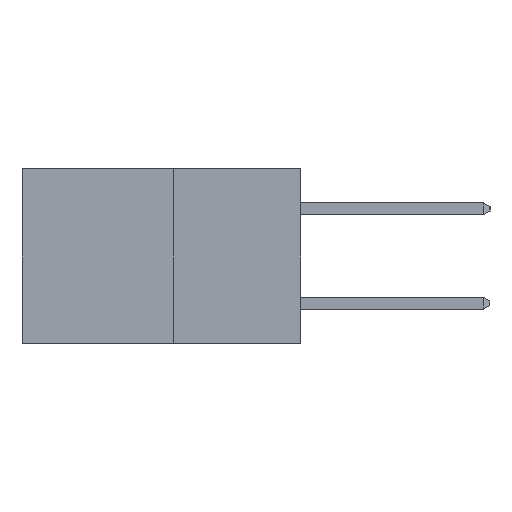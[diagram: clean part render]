
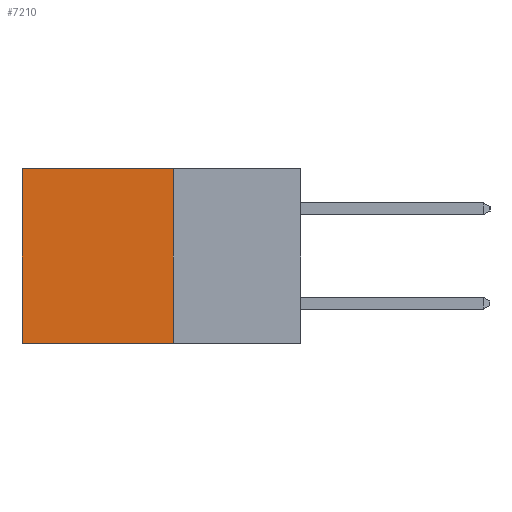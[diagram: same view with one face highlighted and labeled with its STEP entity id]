
A CAD part, left-side view. The second image highlights one B-rep face of the part: STEP entity #7210.
In plain terms, the highlighted planar face has unit normal (-1, 0, 0).
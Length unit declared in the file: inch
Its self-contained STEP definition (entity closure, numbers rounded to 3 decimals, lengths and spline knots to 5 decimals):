
#164 = EDGE_CURVE ( 'NONE', #12107, #926, #1859, .T. ) ;
#926 = VERTEX_POINT ( 'NONE', #10478 ) ;
#987 = EDGE_CURVE ( 'NONE', #16986, #926, #23562, .T. ) ;
#1859 = LINE ( 'NONE', #12523, #21002 ) ;
#2095 = CARTESIAN_POINT ( 'NONE',  ( 0.277, 0.27, -0.37 ) ) ;
#2605 = DIRECTION ( 'NONE',  ( 0., 1., 0. ) ) ;
#2663 = DIRECTION ( 'NONE',  ( 0., 1., 0. ) ) ;
#4632 = CARTESIAN_POINT ( 'NONE',  ( 0.277, 0.27, -0.37 ) ) ;
#5493 = EDGE_CURVE ( 'NONE', #19503, #12107, #23354, .T. ) ;
#6210 = AXIS2_PLACEMENT_3D ( 'NONE', #4632, #17647, #6513 ) ;
#6513 = DIRECTION ( 'NONE',  ( 0., 0., -1. ) ) ;
#6925 = DIRECTION ( 'NONE',  ( 0., 0., -1. ) ) ;
#7210 = ADVANCED_FACE ( 'NONE', ( #22383 ), #13945, .F. ) ;
#8148 = CARTESIAN_POINT ( 'NONE',  ( 0.277, 0.27, 0. ) ) ;
#9286 = ORIENTED_EDGE ( 'NONE', *, *, #987, .F. ) ;
#9351 = CARTESIAN_POINT ( 'NONE',  ( 0.277, 0.27, -0.37 ) ) ;
#9387 = CARTESIAN_POINT ( 'NONE',  ( 0.277, 0.27, 0. ) ) ;
#9494 = VECTOR ( 'NONE', #2605, 39.37008 ) ;
#9799 = ORIENTED_EDGE ( 'NONE', *, *, #14408, .F. ) ;
#10478 = CARTESIAN_POINT ( 'NONE',  ( 0.277, 0.59, -0.37 ) ) ;
#11412 = VECTOR ( 'NONE', #19300, 39.37008 ) ;
#12107 = VERTEX_POINT ( 'NONE', #19895 ) ;
#12523 = CARTESIAN_POINT ( 'NONE',  ( 0.277, 0.59, -0.37 ) ) ;
#13945 = PLANE ( 'NONE',  #6210 ) ;
#14408 = EDGE_CURVE ( 'NONE', #19503, #16986, #21755, .T. ) ;
#16986 = VERTEX_POINT ( 'NONE', #2095 ) ;
#17647 = DIRECTION ( 'NONE',  ( 1., 0., 0. ) ) ;
#17674 = ORIENTED_EDGE ( 'NONE', *, *, #5493, .T. ) ;
#17849 = ORIENTED_EDGE ( 'NONE', *, *, #164, .T. ) ;
#18553 = VECTOR ( 'NONE', #2663, 39.37008 ) ;
#18847 = EDGE_LOOP ( 'NONE', ( #17849, #9286, #9799, #17674 ) ) ;
#19300 = DIRECTION ( 'NONE',  ( 0., 0., -1. ) ) ;
#19503 = VERTEX_POINT ( 'NONE', #9387 ) ;
#19895 = CARTESIAN_POINT ( 'NONE',  ( 0.277, 0.59, 0. ) ) ;
#21002 = VECTOR ( 'NONE', #6925, 39.37008 ) ;
#21755 = LINE ( 'NONE', #22859, #11412 ) ;
#22383 = FACE_OUTER_BOUND ( 'NONE', #18847, .T. ) ;
#22859 = CARTESIAN_POINT ( 'NONE',  ( 0.277, 0.27, -0.37 ) ) ;
#23354 = LINE ( 'NONE', #8148, #18553 ) ;
#23562 = LINE ( 'NONE', #9351, #9494 ) ;
